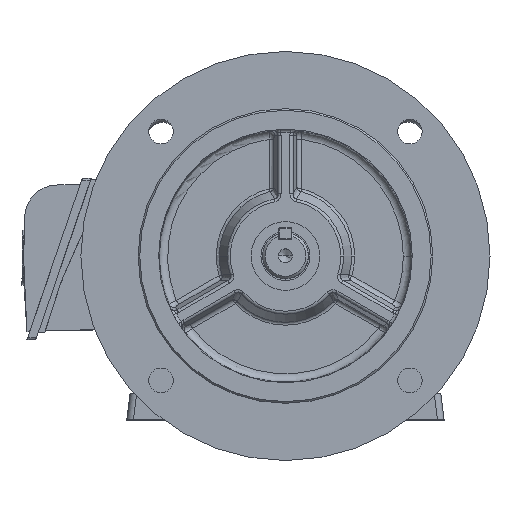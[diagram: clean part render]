
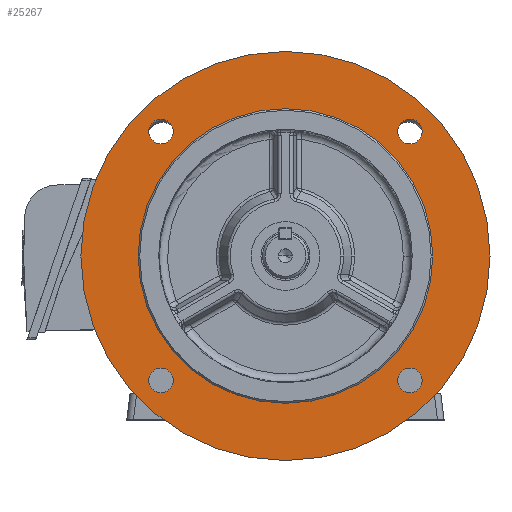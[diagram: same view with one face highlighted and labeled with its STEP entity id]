
A CAD part, top view. The second image highlights one B-rep face of the part: STEP entity #25267.
In plain terms, the highlighted face is planar.
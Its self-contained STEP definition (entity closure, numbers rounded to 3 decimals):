
#917 = DIRECTION ( 'NONE',  ( 0., 0., 1. ) ) ;
#1268 = AXIS2_PLACEMENT_3D ( 'NONE', #52697, #917, #26501 ) ;
#1414 = ORIENTED_EDGE ( 'NONE', *, *, #41419, .T. ) ;
#1732 = CARTESIAN_POINT ( 'NONE',  ( -76.014, 76.014, -1.5 ) ) ;
#1895 = AXIS2_PLACEMENT_3D ( 'NONE', #30026, #24847, #30590 ) ;
#2221 = CARTESIAN_POINT ( 'NONE',  ( -83.514, 76.014, -1.5 ) ) ;
#2224 = AXIS2_PLACEMENT_3D ( 'NONE', #15394, #19408, #42380 ) ;
#3291 = EDGE_CURVE ( 'NONE', #7992, #42769, #28819, .T. ) ;
#3994 = FACE_OUTER_BOUND ( 'NONE', #9945, .T. ) ;
#4211 = CARTESIAN_POINT ( 'NONE',  ( -68.514, 76.014, -1.5 ) ) ;
#4389 = DIRECTION ( 'NONE',  ( 1., 0., 0. ) ) ;
#4402 = VERTEX_POINT ( 'NONE', #41263 ) ;
#5127 = CARTESIAN_POINT ( 'NONE',  ( 0., 0., -1.5 ) ) ;
#5307 = CIRCLE ( 'NONE', #29189, 124.948 ) ;
#5328 = CARTESIAN_POINT ( 'NONE',  ( 0., 90., -1.5 ) ) ;
#5358 = DIRECTION ( 'NONE',  ( -1., 0., 0. ) ) ;
#5712 = VERTEX_POINT ( 'NONE', #4211 ) ;
#6716 = CARTESIAN_POINT ( 'NONE',  ( -76.014, -76.014, -1.5 ) ) ;
#7580 = EDGE_CURVE ( 'NONE', #50552, #17218, #5307, .T. ) ;
#7735 = ORIENTED_EDGE ( 'NONE', *, *, #28757, .T. ) ;
#7992 = VERTEX_POINT ( 'NONE', #40835 ) ;
#8155 = CARTESIAN_POINT ( 'NONE',  ( 76.014, -76.014, -1.5 ) ) ;
#9345 = AXIS2_PLACEMENT_3D ( 'NONE', #6716, #12175, #42622 ) ;
#9416 = EDGE_LOOP ( 'NONE', ( #26978, #54707 ) ) ;
#9557 = CIRCLE ( 'NONE', #1268, 7.5 ) ;
#9945 = EDGE_LOOP ( 'NONE', ( #7735, #51589 ) ) ;
#10302 = DIRECTION ( 'NONE',  ( 0., 0., 1. ) ) ;
#10659 = DIRECTION ( 'NONE',  ( 1., 0., 0. ) ) ;
#10818 = CIRCLE ( 'NONE', #18134, 7.5 ) ;
#10929 = DIRECTION ( 'NONE',  ( 0., 0., 1. ) ) ;
#12175 = DIRECTION ( 'NONE',  ( 0., 0., 1. ) ) ;
#12347 = FACE_BOUND ( 'NONE', #42686, .T. ) ;
#12603 = ORIENTED_EDGE ( 'NONE', *, *, #43088, .F. ) ;
#12979 = ORIENTED_EDGE ( 'NONE', *, *, #16171, .T. ) ;
#15159 = AXIS2_PLACEMENT_3D ( 'NONE', #55671, #51947, #55394 ) ;
#15394 = CARTESIAN_POINT ( 'NONE',  ( 76.014, 76.014, -1.5 ) ) ;
#15760 = CIRCLE ( 'NONE', #9345, 7.5 ) ;
#16171 = EDGE_CURVE ( 'NONE', #26364, #5712, #16402, .T. ) ;
#16362 = VERTEX_POINT ( 'NONE', #56054 ) ;
#16365 = FACE_BOUND ( 'NONE', #37775, .T. ) ;
#16402 = CIRCLE ( 'NONE', #41291, 7.5 ) ;
#16598 = CARTESIAN_POINT ( 'NONE',  ( 83.514, -76.014, -1.5 ) ) ;
#16727 = DIRECTION ( 'NONE',  ( 1., 0., 0. ) ) ;
#17055 = DIRECTION ( 'NONE',  ( 0., 0., 1. ) ) ;
#17218 = VERTEX_POINT ( 'NONE', #50127 ) ;
#18134 = AXIS2_PLACEMENT_3D ( 'NONE', #8155, #17055, #4389 ) ;
#18258 = DIRECTION ( 'NONE',  ( 0., 0., 1. ) ) ;
#19298 = EDGE_CURVE ( 'NONE', #31430, #19913, #37697, .T. ) ;
#19408 = DIRECTION ( 'NONE',  ( 0., 0., 1. ) ) ;
#19913 = VERTEX_POINT ( 'NONE', #20694 ) ;
#20171 = VERTEX_POINT ( 'NONE', #32153 ) ;
#20255 = VERTEX_POINT ( 'NONE', #16598 ) ;
#20694 = CARTESIAN_POINT ( 'NONE',  ( -83.514, -76.014, -1.5 ) ) ;
#22564 = DIRECTION ( 'NONE',  ( 1., 0., 0. ) ) ;
#24364 = CARTESIAN_POINT ( 'NONE',  ( 83.514, 76.014, -1.5 ) ) ;
#24847 = DIRECTION ( 'NONE',  ( 0., 0., 1. ) ) ;
#25267 = ADVANCED_FACE ( 'NONE', ( #31476, #56611, #53336, #12347, #3994, #16365 ), #42791, .F. ) ;
#25641 = DIRECTION ( 'NONE',  ( 0., 0., -1. ) ) ;
#26162 = EDGE_CURVE ( 'NONE', #42769, #7992, #52760, .T. ) ;
#26364 = VERTEX_POINT ( 'NONE', #2221 ) ;
#26501 = DIRECTION ( 'NONE',  ( 1., 0., 0. ) ) ;
#26978 = ORIENTED_EDGE ( 'NONE', *, *, #26162, .T. ) ;
#27939 = AXIS2_PLACEMENT_3D ( 'NONE', #50324, #10929, #28452 ) ;
#28321 = CIRCLE ( 'NONE', #34779, 90. ) ;
#28452 = DIRECTION ( 'NONE',  ( 1., 0., 0. ) ) ;
#28563 = CIRCLE ( 'NONE', #34074, 90. ) ;
#28683 = CARTESIAN_POINT ( 'NONE',  ( 76.014, -76.014, -1.5 ) ) ;
#28757 = EDGE_CURVE ( 'NONE', #17218, #50552, #32588, .T. ) ;
#28819 = CIRCLE ( 'NONE', #2224, 7.5 ) ;
#29189 = AXIS2_PLACEMENT_3D ( 'NONE', #44287, #25641, #16727 ) ;
#30026 = CARTESIAN_POINT ( 'NONE',  ( -76.014, -76.014, -1.5 ) ) ;
#30176 = DIRECTION ( 'NONE',  ( 0., 0., -1. ) ) ;
#30590 = DIRECTION ( 'NONE',  ( 1., 0., 0. ) ) ;
#31430 = VERTEX_POINT ( 'NONE', #49392 ) ;
#31476 = FACE_BOUND ( 'NONE', #46898, .T. ) ;
#32024 = AXIS2_PLACEMENT_3D ( 'NONE', #28683, #10302, #46216 ) ;
#32153 = CARTESIAN_POINT ( 'NONE',  ( 90., 0., -1.5 ) ) ;
#32588 = CIRCLE ( 'NONE', #15159, 124.948 ) ;
#33104 = ORIENTED_EDGE ( 'NONE', *, *, #19298, .T. ) ;
#34074 = AXIS2_PLACEMENT_3D ( 'NONE', #5127, #30176, #40182 ) ;
#34779 = AXIS2_PLACEMENT_3D ( 'NONE', #45004, #39841, #5358 ) ;
#37697 = CIRCLE ( 'NONE', #1895, 7.5 ) ;
#37775 = EDGE_LOOP ( 'NONE', ( #38610, #12603 ) ) ;
#38610 = ORIENTED_EDGE ( 'NONE', *, *, #45533, .F. ) ;
#39280 = ORIENTED_EDGE ( 'NONE', *, *, #51043, .T. ) ;
#39841 = DIRECTION ( 'NONE',  ( 0., 0., -1. ) ) ;
#40182 = DIRECTION ( 'NONE',  ( -1., 0., 0. ) ) ;
#40275 = EDGE_CURVE ( 'NONE', #19913, #31430, #15760, .T. ) ;
#40309 = EDGE_LOOP ( 'NONE', ( #43610, #1414 ) ) ;
#40835 = CARTESIAN_POINT ( 'NONE',  ( 68.514, 76.014, -1.5 ) ) ;
#41263 = CARTESIAN_POINT ( 'NONE',  ( -90., 0., -1.5 ) ) ;
#41291 = AXIS2_PLACEMENT_3D ( 'NONE', #1732, #41393, #10659 ) ;
#41393 = DIRECTION ( 'NONE',  ( 0., 0., 1. ) ) ;
#41419 = EDGE_CURVE ( 'NONE', #16362, #20255, #10818, .T. ) ;
#42380 = DIRECTION ( 'NONE',  ( 1., 0., 0. ) ) ;
#42622 = DIRECTION ( 'NONE',  ( 1., 0., 0. ) ) ;
#42686 = EDGE_LOOP ( 'NONE', ( #39280, #12979 ) ) ;
#42738 = EDGE_CURVE ( 'NONE', #20255, #16362, #53156, .T. ) ;
#42769 = VERTEX_POINT ( 'NONE', #24364 ) ;
#42791 = PLANE ( 'NONE',  #54565 ) ;
#43088 = EDGE_CURVE ( 'NONE', #20171, #4402, #28321, .T. ) ;
#43610 = ORIENTED_EDGE ( 'NONE', *, *, #42738, .T. ) ;
#44287 = CARTESIAN_POINT ( 'NONE',  ( 0., 0., -1.5 ) ) ;
#45004 = CARTESIAN_POINT ( 'NONE',  ( 0., 0., -1.5 ) ) ;
#45533 = EDGE_CURVE ( 'NONE', #4402, #20171, #28563, .T. ) ;
#46216 = DIRECTION ( 'NONE',  ( 1., 0., 0. ) ) ;
#46898 = EDGE_LOOP ( 'NONE', ( #33104, #55202 ) ) ;
#48435 = CARTESIAN_POINT ( 'NONE',  ( 124.948, 0., -1.5 ) ) ;
#49392 = CARTESIAN_POINT ( 'NONE',  ( -68.514, -76.014, -1.5 ) ) ;
#50127 = CARTESIAN_POINT ( 'NONE',  ( -124.948, 0., -1.5 ) ) ;
#50324 = CARTESIAN_POINT ( 'NONE',  ( 76.014, 76.014, -1.5 ) ) ;
#50552 = VERTEX_POINT ( 'NONE', #48435 ) ;
#51043 = EDGE_CURVE ( 'NONE', #5712, #26364, #9557, .T. ) ;
#51589 = ORIENTED_EDGE ( 'NONE', *, *, #7580, .T. ) ;
#51947 = DIRECTION ( 'NONE',  ( 0., 0., -1. ) ) ;
#52697 = CARTESIAN_POINT ( 'NONE',  ( -76.014, 76.014, -1.5 ) ) ;
#52760 = CIRCLE ( 'NONE', #27939, 7.5 ) ;
#53156 = CIRCLE ( 'NONE', #32024, 7.5 ) ;
#53336 = FACE_BOUND ( 'NONE', #9416, .T. ) ;
#54565 = AXIS2_PLACEMENT_3D ( 'NONE', #5328, #18258, #22564 ) ;
#54707 = ORIENTED_EDGE ( 'NONE', *, *, #3291, .T. ) ;
#55202 = ORIENTED_EDGE ( 'NONE', *, *, #40275, .T. ) ;
#55394 = DIRECTION ( 'NONE',  ( 1., 0., 0. ) ) ;
#55671 = CARTESIAN_POINT ( 'NONE',  ( 0., 0., -1.5 ) ) ;
#56054 = CARTESIAN_POINT ( 'NONE',  ( 68.514, -76.014, -1.5 ) ) ;
#56611 = FACE_BOUND ( 'NONE', #40309, .T. ) ;
